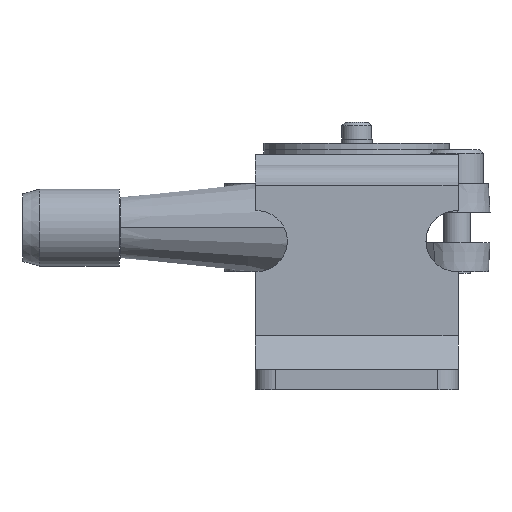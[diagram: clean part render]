
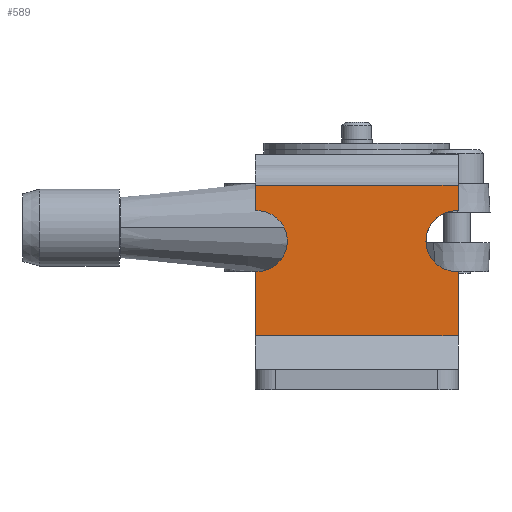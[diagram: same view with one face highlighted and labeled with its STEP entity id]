
A CAD part, front view. The second image highlights one B-rep face of the part: STEP entity #589.
In plain terms, the highlighted planar face has unit normal (0, -1, 0).
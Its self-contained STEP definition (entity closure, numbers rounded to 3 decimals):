
#253 = VERTEX_POINT ( 'NONE', #3713 ) ;
#256 = VERTEX_POINT ( 'NONE', #3662 ) ;
#302 = EDGE_CURVE ( 'NONE', #724, #3209, #3720, .T. ) ;
#473 = EDGE_CURVE ( 'NONE', #256, #253, #3805, .T. ) ;
#480 = EDGE_CURVE ( 'NONE', #3196, #487, #3864, .T. ) ;
#487 = VERTEX_POINT ( 'NONE', #3865 ) ;
#557 = EDGE_CURVE ( 'NONE', #743, #487, #4371, .T. ) ;
#558 = EDGE_CURVE ( 'NONE', #2214, #690, #4264, .T. ) ;
#568 = ORIENTED_EDGE ( 'NONE', *, *, #590, .F. ) ;
#569 = ORIENTED_EDGE ( 'NONE', *, *, #557, .F. ) ;
#570 = ORIENTED_EDGE ( 'NONE', *, *, #3318, .F. ) ;
#571 = ORIENTED_EDGE ( 'NONE', *, *, #3187, .F. ) ;
#573 = EDGE_CURVE ( 'NONE', #724, #256, #4299, .T. ) ;
#578 = ORIENTED_EDGE ( 'NONE', *, *, #473, .T. ) ;
#587 = ORIENTED_EDGE ( 'NONE', *, *, #302, .F. ) ;
#588 = ORIENTED_EDGE ( 'NONE', *, *, #573, .T. ) ;
#589 = ADVANCED_FACE ( 'NONE', ( #4249 ), #4248, .F. ) ;
#590 = EDGE_CURVE ( 'NONE', #3319, #253, #4357, .T. ) ;
#687 = ORIENTED_EDGE ( 'NONE', *, *, #480, .T. ) ;
#688 = ORIENTED_EDGE ( 'NONE', *, *, #2982, .F. ) ;
#690 = VERTEX_POINT ( 'NONE', #4396 ) ;
#706 = EDGE_CURVE ( 'NONE', #690, #743, #4438, .T. ) ;
#724 = VERTEX_POINT ( 'NONE', #4553 ) ;
#726 = ORIENTED_EDGE ( 'NONE', *, *, #558, .F. ) ;
#727 = ORIENTED_EDGE ( 'NONE', *, *, #706, .F. ) ;
#728 = ORIENTED_EDGE ( 'NONE', *, *, #2752, .F. ) ;
#737 = EDGE_LOOP ( 'NONE', ( #587, #588, #578, #568, #570, #571, #687, #569, #727, #726, #688, #728 ) ) ;
#743 = VERTEX_POINT ( 'NONE', #4537 ) ;
#2214 = VERTEX_POINT ( 'NONE', #7085 ) ;
#2752 = EDGE_CURVE ( 'NONE', #3209, #3256, #8032, .T. ) ;
#2982 = EDGE_CURVE ( 'NONE', #3256, #2214, #9334, .T. ) ;
#3187 = EDGE_CURVE ( 'NONE', #3196, #3298, #8441, .T. ) ;
#3196 = VERTEX_POINT ( 'NONE', #8383 ) ;
#3209 = VERTEX_POINT ( 'NONE', #8402 ) ;
#3256 = VERTEX_POINT ( 'NONE', #8410 ) ;
#3298 = VERTEX_POINT ( 'NONE', #8461 ) ;
#3318 = EDGE_CURVE ( 'NONE', #3298, #3319, #8569, .T. ) ;
#3319 = VERTEX_POINT ( 'NONE', #8570 ) ;
#3662 = CARTESIAN_POINT ( 'NONE',  ( -30., -106., 60.5 ) ) ;
#3713 = CARTESIAN_POINT ( 'NONE',  ( -30., -106., 52.986 ) ) ;
#3717 = DIRECTION ( 'NONE',  ( 0., 0., -1. ) ) ;
#3718 = VECTOR ( 'NONE', #3717, 1000. ) ;
#3719 = CARTESIAN_POINT ( 'NONE',  ( 30., -106., 16. ) ) ;
#3720 = LINE ( 'NONE', #3719, #3718 ) ;
#3804 = CARTESIAN_POINT ( 'NONE',  ( -30., -106., 16. ) ) ;
#3805 = LINE ( 'NONE', #3804, #3877 ) ;
#3860 = DIRECTION ( 'NONE',  ( 0., 0., -1. ) ) ;
#3861 = VECTOR ( 'NONE', #3860, 1000. ) ;
#3862 = CARTESIAN_POINT ( 'NONE',  ( -30., -106., 16. ) ) ;
#3864 = LINE ( 'NONE', #3862, #3861 ) ;
#3865 = CARTESIAN_POINT ( 'NONE',  ( -30., -106., 16. ) ) ;
#3876 = DIRECTION ( 'NONE',  ( 0., 0., -1. ) ) ;
#3877 = VECTOR ( 'NONE', #3876, 1000. ) ;
#4248 = PLANE ( 'NONE',  #4365 ) ;
#4249 = FACE_OUTER_BOUND ( 'NONE', #737, .T. ) ;
#4264 = CIRCLE ( 'NONE', #4372, 9. ) ;
#4274 = DIRECTION ( 'NONE',  ( 0., 0., 1. ) ) ;
#4275 = DIRECTION ( 'NONE',  ( 0., -1., 0. ) ) ;
#4277 = CARTESIAN_POINT ( 'NONE',  ( 29.5, -106., 44. ) ) ;
#4294 = DIRECTION ( 'NONE',  ( -1., 0., 0. ) ) ;
#4295 = VECTOR ( 'NONE', #4294, 1000. ) ;
#4299 = LINE ( 'NONE', #4304, #4295 ) ;
#4304 = CARTESIAN_POINT ( 'NONE',  ( 30., -106., 60.5 ) ) ;
#4353 = DIRECTION ( 'NONE',  ( 0., 0., 1. ) ) ;
#4354 = DIRECTION ( 'NONE',  ( 0., -1., 0. ) ) ;
#4355 = CARTESIAN_POINT ( 'NONE',  ( -29.5, -106., 44. ) ) ;
#4356 = AXIS2_PLACEMENT_3D ( 'NONE', #4355, #4354, #4353 ) ;
#4357 = CIRCLE ( 'NONE', #4356, 9. ) ;
#4359 = DIRECTION ( 'NONE',  ( 0., 0., 1. ) ) ;
#4360 = DIRECTION ( 'NONE',  ( 0., 1., 0. ) ) ;
#4361 = CARTESIAN_POINT ( 'NONE',  ( 30., -106., 16. ) ) ;
#4365 = AXIS2_PLACEMENT_3D ( 'NONE', #4361, #4360, #4359 ) ;
#4371 = LINE ( 'NONE', #4376, #4375 ) ;
#4372 = AXIS2_PLACEMENT_3D ( 'NONE', #4277, #4275, #4274 ) ;
#4374 = DIRECTION ( 'NONE',  ( -1., 0., 0. ) ) ;
#4375 = VECTOR ( 'NONE', #4374, 1000. ) ;
#4376 = CARTESIAN_POINT ( 'NONE',  ( 30., -106., 16. ) ) ;
#4396 = CARTESIAN_POINT ( 'NONE',  ( 30., -106., 35.014 ) ) ;
#4430 = DIRECTION ( 'NONE',  ( 0., 0., -1. ) ) ;
#4431 = VECTOR ( 'NONE', #4430, 1000. ) ;
#4432 = CARTESIAN_POINT ( 'NONE',  ( 30., -106., 16. ) ) ;
#4438 = LINE ( 'NONE', #4432, #4431 ) ;
#4537 = CARTESIAN_POINT ( 'NONE',  ( 30., -106., 16. ) ) ;
#4553 = CARTESIAN_POINT ( 'NONE',  ( 30., -106., 60.5 ) ) ;
#7085 = CARTESIAN_POINT ( 'NONE',  ( 29.5, -106., 35. ) ) ;
#8004 = DIRECTION ( 'NONE',  ( 0., 0., 1. ) ) ;
#8029 = DIRECTION ( 'NONE',  ( 0., -1., 0. ) ) ;
#8030 = CARTESIAN_POINT ( 'NONE',  ( 29.5, -106., 44. ) ) ;
#8031 = AXIS2_PLACEMENT_3D ( 'NONE', #8030, #8029, #8004 ) ;
#8032 = CIRCLE ( 'NONE', #8031, 9. ) ;
#8383 = CARTESIAN_POINT ( 'NONE',  ( -30., -106., 35.014 ) ) ;
#8384 = DIRECTION ( 'NONE',  ( 0., 0., 1. ) ) ;
#8385 = DIRECTION ( 'NONE',  ( 0., -1., 0. ) ) ;
#8386 = CARTESIAN_POINT ( 'NONE',  ( -29.5, -106., 44. ) ) ;
#8402 = CARTESIAN_POINT ( 'NONE',  ( 30., -106., 52.986 ) ) ;
#8410 = CARTESIAN_POINT ( 'NONE',  ( 29.5, -106., 53. ) ) ;
#8441 = CIRCLE ( 'NONE', #8453, 9. ) ;
#8453 = AXIS2_PLACEMENT_3D ( 'NONE', #8386, #8385, #8384 ) ;
#8461 = CARTESIAN_POINT ( 'NONE',  ( -29.5, -106., 35. ) ) ;
#8517 = DIRECTION ( 'NONE',  ( 0., 0., 1. ) ) ;
#8518 = DIRECTION ( 'NONE',  ( 0., -1., 0. ) ) ;
#8519 = CARTESIAN_POINT ( 'NONE',  ( -29.5, -106., 44. ) ) ;
#8541 = AXIS2_PLACEMENT_3D ( 'NONE', #8519, #8518, #8517 ) ;
#8569 = CIRCLE ( 'NONE', #8541, 9. ) ;
#8570 = CARTESIAN_POINT ( 'NONE',  ( -29.5, -106., 53. ) ) ;
#9332 = AXIS2_PLACEMENT_3D ( 'NONE', #9339, #9391, #9390 ) ;
#9334 = CIRCLE ( 'NONE', #9332, 9. ) ;
#9339 = CARTESIAN_POINT ( 'NONE',  ( 29.5, -106., 44. ) ) ;
#9390 = DIRECTION ( 'NONE',  ( 0., 0., 1. ) ) ;
#9391 = DIRECTION ( 'NONE',  ( 0., -1., 0. ) ) ;
